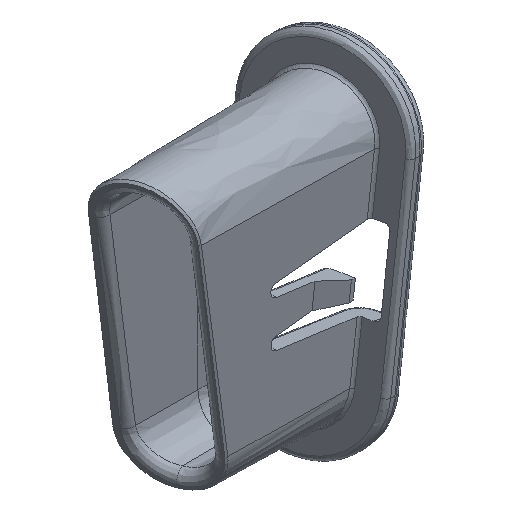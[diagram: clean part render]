
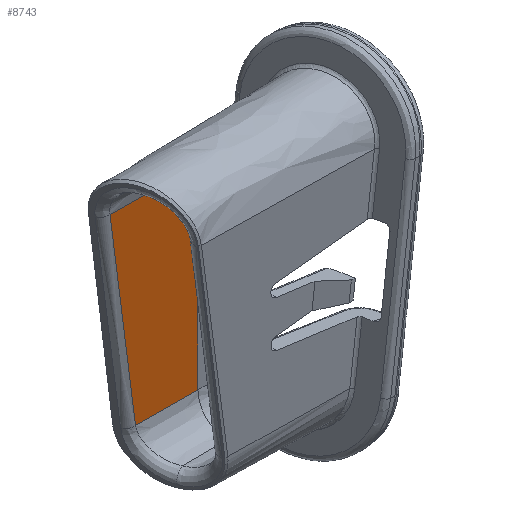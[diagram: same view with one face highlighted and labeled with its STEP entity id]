
A CAD part, isometric view. The second image highlights one B-rep face of the part: STEP entity #8743.
In plain terms, the highlighted planar face has unit normal (-0.009, -1, 0).
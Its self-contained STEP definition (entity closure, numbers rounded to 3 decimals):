
#395 = CARTESIAN_POINT ( 'NONE',  ( -1., 2.5, 8.5 ) ) ;
#425 = VERTEX_POINT ( 'NONE', #6094 ) ;
#601 = ORIENTED_EDGE ( 'NONE', *, *, #616, .F. ) ;
#616 = EDGE_CURVE ( 'NONE', #8196, #425, #2864, .T. ) ;
#955 = CARTESIAN_POINT ( 'NONE',  ( -8.589, 2.566, 8.5 ) ) ;
#973 = EDGE_LOOP ( 'NONE', ( #7541, #601, #9073, #8122 ) ) ;
#1097 = VECTOR ( 'NONE', #3055, 1000. ) ;
#1519 = DIRECTION ( 'NONE',  ( 1., -0.009, 0. ) ) ;
#1777 = CARTESIAN_POINT ( 'NONE',  ( -1., 2.5, 8.5 ) ) ;
#2128 = CARTESIAN_POINT ( 'NONE',  ( -6.39, 2.547, -8.5 ) ) ;
#2504 = PLANE ( 'NONE',  #2686 ) ;
#2538 = DIRECTION ( 'NONE',  ( -1., 0.009, 0. ) ) ;
#2686 = AXIS2_PLACEMENT_3D ( 'NONE', #1777, #7074, #2538 ) ;
#2864 = LINE ( 'NONE', #3147, #1097 ) ;
#3055 = DIRECTION ( 'NONE',  ( 0., 0., -1. ) ) ;
#3147 = CARTESIAN_POINT ( 'NONE',  ( -1., 2.5, 8.5 ) ) ;
#3185 = B_SPLINE_CURVE_WITH_KNOTS ( 'NONE', 3,
 ( #9172, #4758, #5514, #955 ),
 .UNSPECIFIED., .F., .F.,
 ( 4, 4 ),
 ( 0., 1. ),
 .UNSPECIFIED. ) ;
#3934 = EDGE_CURVE ( 'NONE', #7373, #8196, #6805, .T. ) ;
#4231 = EDGE_CURVE ( 'NONE', #5684, #7373, #3185, .T. ) ;
#4533 = CARTESIAN_POINT ( 'NONE',  ( -8.589, 2.566, 8.5 ) ) ;
#4559 = CARTESIAN_POINT ( 'NONE',  ( -1., 2.5, 8.5 ) ) ;
#4675 = FACE_OUTER_BOUND ( 'NONE', #973, .T. ) ;
#4680 = VECTOR ( 'NONE', #6734, 1000. ) ;
#4758 = CARTESIAN_POINT ( 'NONE',  ( -7.123, 2.553, -2.833 ) ) ;
#4821 = VECTOR ( 'NONE', #1519, 1000. ) ;
#4928 = LINE ( 'NONE', #5987, #4680 ) ;
#5514 = CARTESIAN_POINT ( 'NONE',  ( -7.856, 2.56, 2.833 ) ) ;
#5684 = VERTEX_POINT ( 'NONE', #2128 ) ;
#5987 = CARTESIAN_POINT ( 'NONE',  ( -1., 2.5, -8.5 ) ) ;
#6094 = CARTESIAN_POINT ( 'NONE',  ( -1., 2.5, -8.5 ) ) ;
#6734 = DIRECTION ( 'NONE',  ( 1., -0.009, 0. ) ) ;
#6805 = LINE ( 'NONE', #4559, #4821 ) ;
#7074 = DIRECTION ( 'NONE',  ( -0.009, -1., 0. ) ) ;
#7198 = EDGE_CURVE ( 'NONE', #5684, #425, #4928, .T. ) ;
#7373 = VERTEX_POINT ( 'NONE', #4533 ) ;
#7541 = ORIENTED_EDGE ( 'NONE', *, *, #7198, .T. ) ;
#8122 = ORIENTED_EDGE ( 'NONE', *, *, #4231, .F. ) ;
#8196 = VERTEX_POINT ( 'NONE', #395 ) ;
#8743 = ADVANCED_FACE ( 'NONE', ( #4675 ), #2504, .T. ) ;
#9073 = ORIENTED_EDGE ( 'NONE', *, *, #3934, .F. ) ;
#9172 = CARTESIAN_POINT ( 'NONE',  ( -6.39, 2.547, -8.5 ) ) ;
